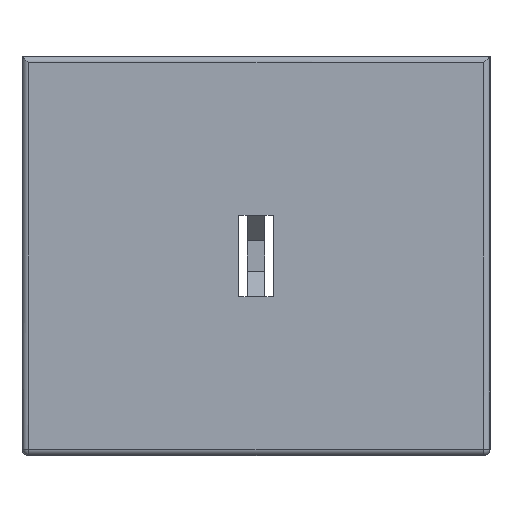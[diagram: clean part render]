
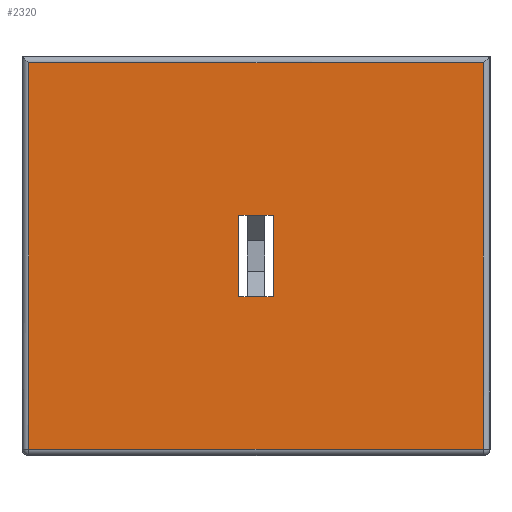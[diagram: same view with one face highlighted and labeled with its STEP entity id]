
A CAD part, left-side view. The second image highlights one B-rep face of the part: STEP entity #2320.
In plain terms, the highlighted planar face has unit normal (-1, 0, 0).
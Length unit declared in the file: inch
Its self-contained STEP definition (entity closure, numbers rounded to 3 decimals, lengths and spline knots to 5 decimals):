
#37 = VECTOR ( 'NONE', #1944, 39.37008 ) ;
#103 = LINE ( 'NONE', #6221, #15257 ) ;
#107 = DIRECTION ( 'NONE',  ( 0., 1., 0. ) ) ;
#322 = ORIENTED_EDGE ( 'NONE', *, *, #3725, .T. ) ;
#414 = CARTESIAN_POINT ( 'NONE',  ( -9.56693, -0.2628, -0.61319 ) ) ;
#611 = CARTESIAN_POINT ( 'NONE',  ( -9.56693, 0.1314, -0.61319 ) ) ;
#663 = EDGE_CURVE ( 'NONE', #12876, #12781, #2056, .T. ) ;
#689 = LINE ( 'NONE', #6183, #8097 ) ;
#829 = PLANE ( 'NONE',  #10422 ) ;
#1117 = ORIENTED_EDGE ( 'NONE', *, *, #1267, .T. ) ;
#1267 = EDGE_CURVE ( 'NONE', #5886, #3857, #10526, .T. ) ;
#1386 = LINE ( 'NONE', #611, #11203 ) ;
#1600 = ORIENTED_EDGE ( 'NONE', *, *, #4243, .T. ) ;
#1718 = VECTOR ( 'NONE', #2527, 39.37008 ) ;
#1944 = DIRECTION ( 'NONE',  ( 0., 1., 0. ) ) ;
#2056 = LINE ( 'NONE', #4281, #4446 ) ;
#2105 = VERTEX_POINT ( 'NONE', #16202 ) ;
#2108 = DIRECTION ( 'NONE',  ( 0., 0., -1. ) ) ;
#2141 = CARTESIAN_POINT ( 'NONE',  ( -9.56693, -0.2628, -0.61319 ) ) ;
#2207 = CARTESIAN_POINT ( 'NONE',  ( -9.56693, 3.50394, 2.99213 ) ) ;
#2284 = EDGE_LOOP ( 'NONE', ( #322, #1600, #1117, #10808 ) ) ;
#2320 = ADVANCED_FACE ( 'NONE', ( #8690, #13289 ), #829, .F. ) ;
#2324 = DIRECTION ( 'NONE',  ( 0., -1., 0. ) ) ;
#2431 = VERTEX_POINT ( 'NONE', #8927 ) ;
#2460 = LINE ( 'NONE', #5672, #13867 ) ;
#2504 = CARTESIAN_POINT ( 'NONE',  ( -9.56693, 0.1314, -0.61319 ) ) ;
#2527 = DIRECTION ( 'NONE',  ( 0., 1., 0. ) ) ;
#2528 = ORIENTED_EDGE ( 'NONE', *, *, #5854, .F. ) ;
#2885 = CARTESIAN_POINT ( 'NONE',  ( -9.56693, -0.2628, 0.61319 ) ) ;
#3406 = EDGE_CURVE ( 'NONE', #2105, #12098, #14985, .T. ) ;
#3725 = EDGE_CURVE ( 'NONE', #4675, #2431, #6545, .T. ) ;
#3798 = CARTESIAN_POINT ( 'NONE',  ( -9.56693, 3.40394, 2.99213 ) ) ;
#3857 = VERTEX_POINT ( 'NONE', #5611 ) ;
#4243 = EDGE_CURVE ( 'NONE', #2431, #5886, #11986, .T. ) ;
#4281 = CARTESIAN_POINT ( 'NONE',  ( -9.56693, 0.2628, 0.61319 ) ) ;
#4446 = VECTOR ( 'NONE', #11888, 39.37008 ) ;
#4481 = LINE ( 'NONE', #13866, #1718 ) ;
#4594 = CARTESIAN_POINT ( 'NONE',  ( -9.56693, 3.40394, 2.89213 ) ) ;
#4675 = VERTEX_POINT ( 'NONE', #5427 ) ;
#4703 = DIRECTION ( 'NONE',  ( 0., -1., 0. ) ) ;
#4796 = LINE ( 'NONE', #2141, #14384 ) ;
#5040 = ORIENTED_EDGE ( 'NONE', *, *, #11802, .F. ) ;
#5427 = CARTESIAN_POINT ( 'NONE',  ( -9.56693, -3.40394, -2.89213 ) ) ;
#5444 = EDGE_CURVE ( 'NONE', #2105, #12876, #4481, .T. ) ;
#5586 = DIRECTION ( 'NONE',  ( 0., -1., 0. ) ) ;
#5611 = CARTESIAN_POINT ( 'NONE',  ( -9.56693, 3.40394, -2.89213 ) ) ;
#5664 = CARTESIAN_POINT ( 'NONE',  ( -9.56693, 0.1314, 0.61319 ) ) ;
#5672 = CARTESIAN_POINT ( 'NONE',  ( -9.56693, -0.2628, 0.61319 ) ) ;
#5814 = EDGE_CURVE ( 'NONE', #14765, #7950, #689, .T. ) ;
#5854 = EDGE_CURVE ( 'NONE', #7950, #15071, #2460, .T. ) ;
#5886 = VERTEX_POINT ( 'NONE', #4594 ) ;
#6183 = CARTESIAN_POINT ( 'NONE',  ( -9.56693, -0.2628, -0.61319 ) ) ;
#6221 = CARTESIAN_POINT ( 'NONE',  ( -9.56693, 3.50394, -2.89213 ) ) ;
#6436 = CARTESIAN_POINT ( 'NONE',  ( -9.56693, 3.50394, 2.89213 ) ) ;
#6545 = LINE ( 'NONE', #14266, #9176 ) ;
#6619 = DIRECTION ( 'NONE',  ( 0., 0., 1. ) ) ;
#6749 = ORIENTED_EDGE ( 'NONE', *, *, #3406, .T. ) ;
#6981 = EDGE_CURVE ( 'NONE', #12781, #7309, #4796, .T. ) ;
#7024 = EDGE_LOOP ( 'NONE', ( #2528, #7793, #10860, #15706, #13093, #9400, #6749, #5040 ) ) ;
#7309 = VERTEX_POINT ( 'NONE', #2504 ) ;
#7793 = ORIENTED_EDGE ( 'NONE', *, *, #5814, .F. ) ;
#7950 = VERTEX_POINT ( 'NONE', #414 ) ;
#8097 = VECTOR ( 'NONE', #2324, 39.37008 ) ;
#8690 = FACE_OUTER_BOUND ( 'NONE', #2284, .T. ) ;
#8927 = CARTESIAN_POINT ( 'NONE',  ( -9.56693, -3.40394, 2.89213 ) ) ;
#9176 = VECTOR ( 'NONE', #6619, 39.37008 ) ;
#9199 = VECTOR ( 'NONE', #14721, 39.37008 ) ;
#9400 = ORIENTED_EDGE ( 'NONE', *, *, #5444, .F. ) ;
#9545 = DIRECTION ( 'NONE',  ( 0., -1., 0. ) ) ;
#9649 = CARTESIAN_POINT ( 'NONE',  ( -9.56693, -0.2628, 0.61319 ) ) ;
#10422 = AXIS2_PLACEMENT_3D ( 'NONE', #2207, #11188, #2108 ) ;
#10526 = LINE ( 'NONE', #3798, #13897 ) ;
#10808 = ORIENTED_EDGE ( 'NONE', *, *, #14533, .T. ) ;
#10860 = ORIENTED_EDGE ( 'NONE', *, *, #12685, .F. ) ;
#11188 = DIRECTION ( 'NONE',  ( 1., 0., 0. ) ) ;
#11203 = VECTOR ( 'NONE', #9545, 39.37008 ) ;
#11802 = EDGE_CURVE ( 'NONE', #15071, #12098, #15193, .T. ) ;
#11888 = DIRECTION ( 'NONE',  ( 0., 0., -1. ) ) ;
#11986 = LINE ( 'NONE', #6436, #16488 ) ;
#12098 = VERTEX_POINT ( 'NONE', #16234 ) ;
#12320 = CARTESIAN_POINT ( 'NONE',  ( -9.56693, 0.2628, -0.61319 ) ) ;
#12685 = EDGE_CURVE ( 'NONE', #7309, #14765, #1386, .T. ) ;
#12734 = DIRECTION ( 'NONE',  ( 0., 0., -1. ) ) ;
#12781 = VERTEX_POINT ( 'NONE', #12320 ) ;
#12876 = VERTEX_POINT ( 'NONE', #14312 ) ;
#13093 = ORIENTED_EDGE ( 'NONE', *, *, #663, .F. ) ;
#13289 = FACE_BOUND ( 'NONE', #7024, .T. ) ;
#13866 = CARTESIAN_POINT ( 'NONE',  ( -9.56693, -0.2628, 0.61319 ) ) ;
#13867 = VECTOR ( 'NONE', #14609, 39.37008 ) ;
#13897 = VECTOR ( 'NONE', #12734, 39.37008 ) ;
#14266 = CARTESIAN_POINT ( 'NONE',  ( -9.56693, -3.40394, 2.99213 ) ) ;
#14312 = CARTESIAN_POINT ( 'NONE',  ( -9.56693, 0.2628, 0.61319 ) ) ;
#14384 = VECTOR ( 'NONE', #4703, 39.37008 ) ;
#14533 = EDGE_CURVE ( 'NONE', #3857, #4675, #103, .T. ) ;
#14609 = DIRECTION ( 'NONE',  ( 0., 0., 1. ) ) ;
#14643 = CARTESIAN_POINT ( 'NONE',  ( -9.56693, -0.1314, -0.61319 ) ) ;
#14721 = DIRECTION ( 'NONE',  ( 0., -1., 0. ) ) ;
#14765 = VERTEX_POINT ( 'NONE', #14643 ) ;
#14985 = LINE ( 'NONE', #5664, #9199 ) ;
#15071 = VERTEX_POINT ( 'NONE', #2885 ) ;
#15193 = LINE ( 'NONE', #9649, #37 ) ;
#15257 = VECTOR ( 'NONE', #5586, 39.37008 ) ;
#15706 = ORIENTED_EDGE ( 'NONE', *, *, #6981, .F. ) ;
#16202 = CARTESIAN_POINT ( 'NONE',  ( -9.56693, 0.1314, 0.61319 ) ) ;
#16234 = CARTESIAN_POINT ( 'NONE',  ( -9.56693, -0.1314, 0.61319 ) ) ;
#16488 = VECTOR ( 'NONE', #107, 39.37008 ) ;
